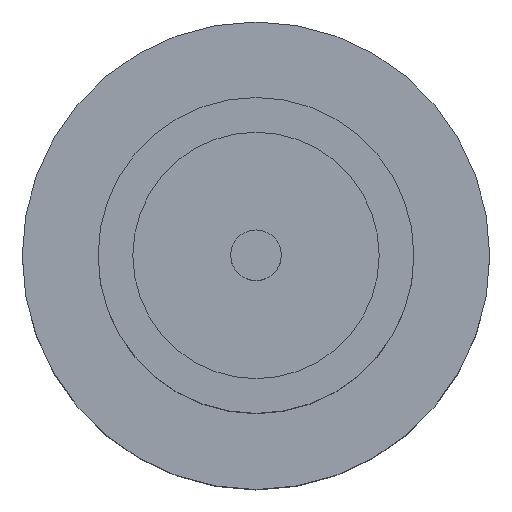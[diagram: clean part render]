
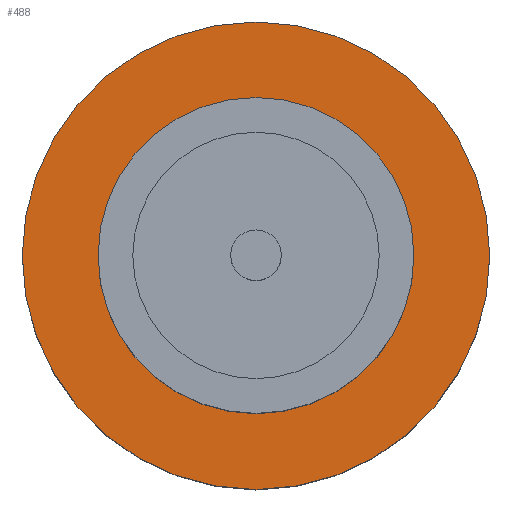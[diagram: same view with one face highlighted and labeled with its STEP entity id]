
A CAD part, top view. The second image highlights one B-rep face of the part: STEP entity #488.
In plain terms, the highlighted planar face has unit normal (0, 0, 1).
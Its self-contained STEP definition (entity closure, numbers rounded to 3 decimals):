
#49 = AXIS2_PLACEMENT_3D ( 'NONE', #354, #813, #486 ) ;
#51 = DIRECTION ( 'NONE',  ( 0., 0., 1. ) ) ;
#67 = ORIENTED_EDGE ( 'NONE', *, *, #621, .F. ) ;
#68 = CIRCLE ( 'NONE', #432, 1.25 ) ;
#145 = DIRECTION ( 'NONE',  ( 1., 0., 0. ) ) ;
#149 = AXIS2_PLACEMENT_3D ( 'NONE', #843, #723, #447 ) ;
#215 = PLANE ( 'NONE',  #564 ) ;
#219 = VERTEX_POINT ( 'NONE', #579 ) ;
#236 = CIRCLE ( 'NONE', #637, 1.25 ) ;
#276 = EDGE_CURVE ( 'NONE', #620, #832, #708, .T. ) ;
#301 = EDGE_CURVE ( 'NONE', #832, #620, #401, .T. ) ;
#306 = EDGE_LOOP ( 'NONE', ( #457, #749 ) ) ;
#347 = CARTESIAN_POINT ( 'NONE',  ( -1.85, 0., 1.55 ) ) ;
#354 = CARTESIAN_POINT ( 'NONE',  ( 0., 0., 1.55 ) ) ;
#359 = EDGE_CURVE ( 'NONE', #471, #219, #68, .T. ) ;
#361 = FACE_OUTER_BOUND ( 'NONE', #306, .T. ) ;
#385 = CARTESIAN_POINT ( 'NONE',  ( 0., 0., 1.55 ) ) ;
#398 = FACE_BOUND ( 'NONE', #507, .T. ) ;
#401 = CIRCLE ( 'NONE', #49, 1.85 ) ;
#432 = AXIS2_PLACEMENT_3D ( 'NONE', #711, #51, #642 ) ;
#447 = DIRECTION ( 'NONE',  ( 1., 0., 0. ) ) ;
#457 = ORIENTED_EDGE ( 'NONE', *, *, #301, .T. ) ;
#471 = VERTEX_POINT ( 'NONE', #529 ) ;
#486 = DIRECTION ( 'NONE',  ( 1., 0., 0. ) ) ;
#488 = ADVANCED_FACE ( 'NONE', ( #398, #361 ), #215, .T. ) ;
#503 = ORIENTED_EDGE ( 'NONE', *, *, #359, .F. ) ;
#507 = EDGE_LOOP ( 'NONE', ( #503, #67 ) ) ;
#529 = CARTESIAN_POINT ( 'NONE',  ( 1.25, 0., 1.55 ) ) ;
#530 = DIRECTION ( 'NONE',  ( 0., 0., 1. ) ) ;
#564 = AXIS2_PLACEMENT_3D ( 'NONE', #743, #807, #593 ) ;
#579 = CARTESIAN_POINT ( 'NONE',  ( -1.25, 0., 1.55 ) ) ;
#593 = DIRECTION ( 'NONE',  ( 1., 0., 0. ) ) ;
#607 = CARTESIAN_POINT ( 'NONE',  ( 1.85, 0., 1.55 ) ) ;
#620 = VERTEX_POINT ( 'NONE', #607 ) ;
#621 = EDGE_CURVE ( 'NONE', #219, #471, #236, .T. ) ;
#637 = AXIS2_PLACEMENT_3D ( 'NONE', #385, #530, #145 ) ;
#642 = DIRECTION ( 'NONE',  ( 1., 0., 0. ) ) ;
#708 = CIRCLE ( 'NONE', #149, 1.85 ) ;
#711 = CARTESIAN_POINT ( 'NONE',  ( 0., 0., 1.55 ) ) ;
#723 = DIRECTION ( 'NONE',  ( 0., 0., 1. ) ) ;
#743 = CARTESIAN_POINT ( 'NONE',  ( 0., 0., 1.55 ) ) ;
#749 = ORIENTED_EDGE ( 'NONE', *, *, #276, .T. ) ;
#807 = DIRECTION ( 'NONE',  ( 0., 0., 1. ) ) ;
#813 = DIRECTION ( 'NONE',  ( 0., 0., 1. ) ) ;
#832 = VERTEX_POINT ( 'NONE', #347 ) ;
#843 = CARTESIAN_POINT ( 'NONE',  ( 0., 0., 1.55 ) ) ;
